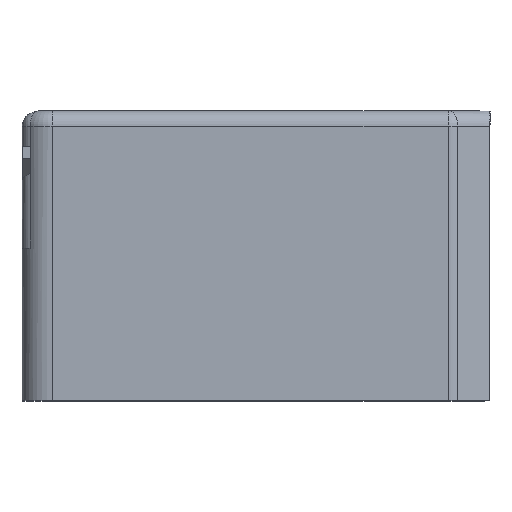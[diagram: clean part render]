
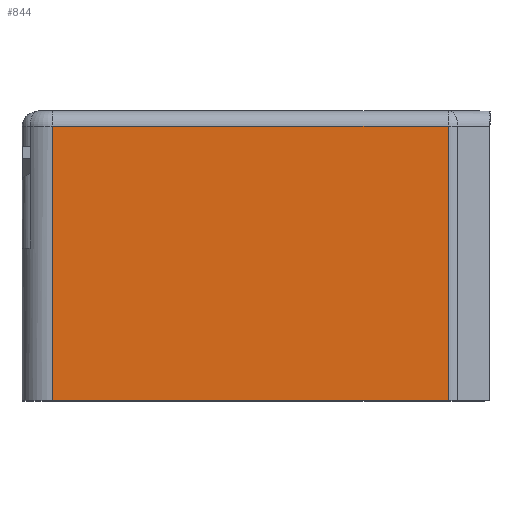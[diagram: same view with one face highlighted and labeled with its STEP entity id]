
A CAD part, top view. The second image highlights one B-rep face of the part: STEP entity #844.
In plain terms, the highlighted planar face has unit normal (0, 0, 1).
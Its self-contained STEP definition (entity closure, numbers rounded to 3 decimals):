
#9 = DIRECTION ( 'NONE',  ( -1., 0., 0. ) ) ;
#14 = EDGE_CURVE ( 'NONE', #1486, #1418, #556, .T. ) ;
#87 = EDGE_CURVE ( 'NONE', #1423, #767, #1211, .T. ) ;
#153 = ORIENTED_EDGE ( 'NONE', *, *, #14, .T. ) ;
#286 = ORIENTED_EDGE ( 'NONE', *, *, #87, .T. ) ;
#318 = CARTESIAN_POINT ( 'NONE',  ( 1., -9.5, 12.54 ) ) ;
#414 = DIRECTION ( 'NONE',  ( 0., 1., 0. ) ) ;
#459 = CARTESIAN_POINT ( 'NONE',  ( 15.36, 0., 12.54 ) ) ;
#556 = LINE ( 'NONE', #1085, #1503 ) ;
#588 = AXIS2_PLACEMENT_3D ( 'NONE', #459, #1687, #1292 ) ;
#665 = CARTESIAN_POINT ( 'NONE',  ( 1., 0., 12.54 ) ) ;
#668 = EDGE_CURVE ( 'NONE', #1486, #767, #1514, .T. ) ;
#669 = DIRECTION ( 'NONE',  ( -1., 0., 0. ) ) ;
#767 = VERTEX_POINT ( 'NONE', #318 ) ;
#844 = ADVANCED_FACE ( 'NONE', ( #985 ), #1131, .F. ) ;
#966 = VECTOR ( 'NONE', #669, 1000. ) ;
#972 = VECTOR ( 'NONE', #1776, 1000. ) ;
#985 = FACE_OUTER_BOUND ( 'NONE', #1769, .T. ) ;
#1068 = ORIENTED_EDGE ( 'NONE', *, *, #668, .F. ) ;
#1083 = CARTESIAN_POINT ( 'NONE',  ( 1., -0.5, 12.54 ) ) ;
#1085 = CARTESIAN_POINT ( 'NONE',  ( 13.986, -0.5, 12.54 ) ) ;
#1115 = CARTESIAN_POINT ( 'NONE',  ( 15.36, -0.5, 12.54 ) ) ;
#1131 = PLANE ( 'NONE',  #588 ) ;
#1158 = CARTESIAN_POINT ( 'NONE',  ( 13.986, -9.5, 12.54 ) ) ;
#1211 = LINE ( 'NONE', #665, #972 ) ;
#1244 = CARTESIAN_POINT ( 'NONE',  ( 15.36, -9.5, 12.54 ) ) ;
#1292 = DIRECTION ( 'NONE',  ( 0., 1., 0. ) ) ;
#1418 = VERTEX_POINT ( 'NONE', #1459 ) ;
#1423 = VERTEX_POINT ( 'NONE', #1083 ) ;
#1459 = CARTESIAN_POINT ( 'NONE',  ( 13.986, -0.5, 12.54 ) ) ;
#1486 = VERTEX_POINT ( 'NONE', #1158 ) ;
#1503 = VECTOR ( 'NONE', #414, 1000. ) ;
#1514 = LINE ( 'NONE', #1244, #1607 ) ;
#1607 = VECTOR ( 'NONE', #9, 1000. ) ;
#1620 = EDGE_CURVE ( 'NONE', #1418, #1423, #1789, .T. ) ;
#1686 = ORIENTED_EDGE ( 'NONE', *, *, #1620, .T. ) ;
#1687 = DIRECTION ( 'NONE',  ( 0., 0., -1. ) ) ;
#1769 = EDGE_LOOP ( 'NONE', ( #1068, #153, #1686, #286 ) ) ;
#1776 = DIRECTION ( 'NONE',  ( 0., -1., 0. ) ) ;
#1789 = LINE ( 'NONE', #1115, #966 ) ;
